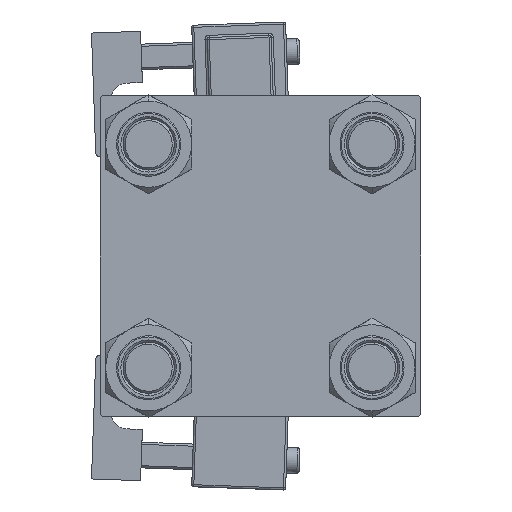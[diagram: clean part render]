
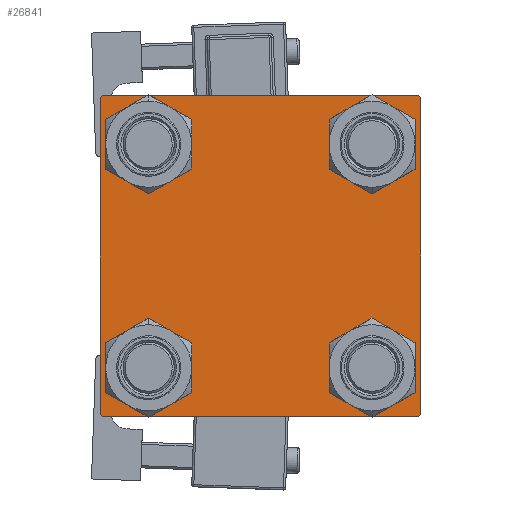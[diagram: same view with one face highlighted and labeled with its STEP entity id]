
A CAD part, left-side view. The second image highlights one B-rep face of the part: STEP entity #26841.
In plain terms, the highlighted planar face has unit normal (-1, 0, 0).
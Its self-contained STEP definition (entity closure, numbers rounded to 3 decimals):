
#339 = DIRECTION ( 'NONE',  ( 0., -1., 0. ) ) ;
#426 = VECTOR ( 'NONE', #21499, 1000. ) ;
#797 = VECTOR ( 'NONE', #339, 1000. ) ;
#1124 = DIRECTION ( 'NONE',  ( 1., 0., 0. ) ) ;
#1273 = VERTEX_POINT ( 'NONE', #39588 ) ;
#2574 = CARTESIAN_POINT ( 'NONE',  ( 0., 37.5, 37. ) ) ;
#2926 = DIRECTION ( 'NONE',  ( 0., -0.707, 0.707 ) ) ;
#3156 = VERTEX_POINT ( 'NONE', #36294 ) ;
#3739 = FACE_BOUND ( 'NONE', #46219, .T. ) ;
#4251 = LINE ( 'NONE', #49778, #9963 ) ;
#4447 = CARTESIAN_POINT ( 'NONE',  ( 0., 26.15, -26.15 ) ) ;
#5362 = CARTESIAN_POINT ( 'NONE',  ( 0., -37.5, 37. ) ) ;
#5546 = EDGE_CURVE ( 'NONE', #50447, #27624, #32841, .T. ) ;
#5552 = AXIS2_PLACEMENT_3D ( 'NONE', #27548, #31125, #14399 ) ;
#5897 = VERTEX_POINT ( 'NONE', #37681 ) ;
#7007 = EDGE_CURVE ( 'NONE', #3156, #49409, #37962, .T. ) ;
#7754 = EDGE_CURVE ( 'NONE', #37098, #1273, #36236, .T. ) ;
#8150 = EDGE_CURVE ( 'NONE', #18442, #12489, #4251, .T. ) ;
#8246 = CIRCLE ( 'NONE', #33671, 6.5 ) ;
#8280 = DIRECTION ( 'NONE',  ( 0., 0., 1. ) ) ;
#8382 = ORIENTED_EDGE ( 'NONE', *, *, #7754, .T. ) ;
#8458 = CIRCLE ( 'NONE', #24246, 6.5 ) ;
#9620 = CARTESIAN_POINT ( 'NONE',  ( 0., 37., -37.5 ) ) ;
#9963 = VECTOR ( 'NONE', #12217, 1000. ) ;
#10291 = ORIENTED_EDGE ( 'NONE', *, *, #36271, .T. ) ;
#10436 = ORIENTED_EDGE ( 'NONE', *, *, #34525, .T. ) ;
#10788 = VECTOR ( 'NONE', #45676, 1000. ) ;
#11167 = CARTESIAN_POINT ( 'NONE',  ( 0., -37.5, -37. ) ) ;
#11258 = ORIENTED_EDGE ( 'NONE', *, *, #30755, .T. ) ;
#11637 = ORIENTED_EDGE ( 'NONE', *, *, #21521, .T. ) ;
#12217 = DIRECTION ( 'NONE',  ( 0., 0.707, -0.707 ) ) ;
#12489 = VERTEX_POINT ( 'NONE', #2574 ) ;
#12784 = PLANE ( 'NONE',  #44142 ) ;
#14399 = DIRECTION ( 'NONE',  ( 0., 0., 1. ) ) ;
#15076 = VERTEX_POINT ( 'NONE', #38156 ) ;
#15425 = LINE ( 'NONE', #32146, #47653 ) ;
#15596 = CARTESIAN_POINT ( 'NONE',  ( 0., 26.15, -26.15 ) ) ;
#16091 = FACE_BOUND ( 'NONE', #17226, .T. ) ;
#16135 = CARTESIAN_POINT ( 'NONE',  ( 0., -37., -37.5 ) ) ;
#16138 = DIRECTION ( 'NONE',  ( 0., 0., 1. ) ) ;
#16577 = LINE ( 'NONE', #33571, #426 ) ;
#17226 = EDGE_LOOP ( 'NONE', ( #10436, #48482 ) ) ;
#17747 = CARTESIAN_POINT ( 'NONE',  ( 0., 37., 37.5 ) ) ;
#18442 = VERTEX_POINT ( 'NONE', #17747 ) ;
#20064 = DIRECTION ( 'NONE',  ( 0., 0., -1. ) ) ;
#20238 = DIRECTION ( 'NONE',  ( 1., 0., 0. ) ) ;
#20704 = ORIENTED_EDGE ( 'NONE', *, *, #41659, .T. ) ;
#21184 = DIRECTION ( 'NONE',  ( 0., 0., 1. ) ) ;
#21187 = LINE ( 'NONE', #37915, #797 ) ;
#21399 = EDGE_CURVE ( 'NONE', #30802, #49943, #22188, .T. ) ;
#21439 = ORIENTED_EDGE ( 'NONE', *, *, #8150, .T. ) ;
#21447 = CARTESIAN_POINT ( 'NONE',  ( 0., 26.15, 32.65 ) ) ;
#21465 = CARTESIAN_POINT ( 'NONE',  ( 0., -26.15, 19.65 ) ) ;
#21499 = DIRECTION ( 'NONE',  ( 0., 0.707, 0.707 ) ) ;
#21521 = EDGE_CURVE ( 'NONE', #46856, #5897, #47421, .T. ) ;
#21738 = CARTESIAN_POINT ( 'NONE',  ( 0., 26.15, -19.65 ) ) ;
#22133 = CARTESIAN_POINT ( 'NONE',  ( 0., -37., 37.5 ) ) ;
#22169 = CARTESIAN_POINT ( 'NONE',  ( 0., -26.15, -19.65 ) ) ;
#22188 = LINE ( 'NONE', #30950, #45706 ) ;
#22840 = DIRECTION ( 'NONE',  ( 1., 0., 0. ) ) ;
#23069 = CIRCLE ( 'NONE', #5552, 6.5 ) ;
#23731 = EDGE_CURVE ( 'NONE', #51136, #27624, #28690, .T. ) ;
#24246 = AXIS2_PLACEMENT_3D ( 'NONE', #51615, #22840, #51358 ) ;
#24580 = EDGE_CURVE ( 'NONE', #15076, #52026, #23069, .T. ) ;
#25327 = CARTESIAN_POINT ( 'NONE',  ( 0., 37.5, -37. ) ) ;
#26818 = ORIENTED_EDGE ( 'NONE', *, *, #23731, .T. ) ;
#26841 = ADVANCED_FACE ( 'NONE', ( #50330, #37720, #3739, #16091, #33351 ), #12784, .T. ) ;
#27548 = CARTESIAN_POINT ( 'NONE',  ( 0., 26.15, 26.15 ) ) ;
#27624 = VERTEX_POINT ( 'NONE', #11167 ) ;
#27914 = EDGE_LOOP ( 'NONE', ( #47444, #29334, #10291, #26818, #35402, #11258, #37756, #21439 ) ) ;
#28690 = LINE ( 'NONE', #53354, #51918 ) ;
#29334 = ORIENTED_EDGE ( 'NONE', *, *, #21399, .T. ) ;
#29988 = EDGE_CURVE ( 'NONE', #12489, #30802, #15425, .T. ) ;
#30221 = LINE ( 'NONE', #40611, #48801 ) ;
#30755 = EDGE_CURVE ( 'NONE', #50447, #32322, #16577, .T. ) ;
#30802 = VERTEX_POINT ( 'NONE', #25327 ) ;
#30950 = CARTESIAN_POINT ( 'NONE',  ( 0., 37.25, -37.25 ) ) ;
#31125 = DIRECTION ( 'NONE',  ( 1., 0., 0. ) ) ;
#32146 = CARTESIAN_POINT ( 'NONE',  ( 0., 37.5, 37.5 ) ) ;
#32322 = VERTEX_POINT ( 'NONE', #22133 ) ;
#32841 = LINE ( 'NONE', #49551, #10788 ) ;
#32969 = DIRECTION ( 'NONE',  ( 1., 0., 0. ) ) ;
#33094 = DIRECTION ( 'NONE',  ( 0., 0., 1. ) ) ;
#33351 = FACE_OUTER_BOUND ( 'NONE', #27914, .T. ) ;
#33571 = CARTESIAN_POINT ( 'NONE',  ( 0., -37.25, 37.25 ) ) ;
#33671 = AXIS2_PLACEMENT_3D ( 'NONE', #4447, #37911, #21184 ) ;
#34124 = CIRCLE ( 'NONE', #53255, 6.5 ) ;
#34525 = EDGE_CURVE ( 'NONE', #52026, #15076, #8458, .T. ) ;
#34615 = EDGE_LOOP ( 'NONE', ( #20704, #8382 ) ) ;
#35402 = ORIENTED_EDGE ( 'NONE', *, *, #5546, .F. ) ;
#36236 = CIRCLE ( 'NONE', #45845, 6.5 ) ;
#36271 = EDGE_CURVE ( 'NONE', #49943, #51136, #30221, .T. ) ;
#36294 = CARTESIAN_POINT ( 'NONE',  ( 0., -26.15, -32.65 ) ) ;
#36556 = DIRECTION ( 'NONE',  ( 1., 0., 0. ) ) ;
#37098 = VERTEX_POINT ( 'NONE', #21465 ) ;
#37340 = DIRECTION ( 'NONE',  ( 0., 0., 1. ) ) ;
#37681 = CARTESIAN_POINT ( 'NONE',  ( 0., 26.15, -32.65 ) ) ;
#37720 = FACE_BOUND ( 'NONE', #39765, .T. ) ;
#37756 = ORIENTED_EDGE ( 'NONE', *, *, #40058, .F. ) ;
#37911 = DIRECTION ( 'NONE',  ( 1., 0., 0. ) ) ;
#37915 = CARTESIAN_POINT ( 'NONE',  ( 0., 37.5, 37.5 ) ) ;
#37962 = CIRCLE ( 'NONE', #51085, 6.5 ) ;
#38051 = CARTESIAN_POINT ( 'NONE',  ( 0., -26.15, 26.15 ) ) ;
#38156 = CARTESIAN_POINT ( 'NONE',  ( 0., 26.15, 19.65 ) ) ;
#38898 = EDGE_CURVE ( 'NONE', #49409, #3156, #43618, .T. ) ;
#39185 = DIRECTION ( 'NONE',  ( 0., -0.707, -0.707 ) ) ;
#39250 = CARTESIAN_POINT ( 'NONE',  ( 0., -26.15, -26.15 ) ) ;
#39588 = CARTESIAN_POINT ( 'NONE',  ( 0., -26.15, 32.65 ) ) ;
#39765 = EDGE_LOOP ( 'NONE', ( #42107, #48036 ) ) ;
#40058 = EDGE_CURVE ( 'NONE', #18442, #32322, #21187, .T. ) ;
#40611 = CARTESIAN_POINT ( 'NONE',  ( 0., 37.5, -37.5 ) ) ;
#41440 = CARTESIAN_POINT ( 'NONE',  ( 0., -26.15, 26.15 ) ) ;
#41659 = EDGE_CURVE ( 'NONE', #1273, #37098, #34124, .T. ) ;
#42107 = ORIENTED_EDGE ( 'NONE', *, *, #38898, .T. ) ;
#43618 = CIRCLE ( 'NONE', #50628, 6.5 ) ;
#44142 = AXIS2_PLACEMENT_3D ( 'NONE', #49793, #50586, #33094 ) ;
#45676 = DIRECTION ( 'NONE',  ( 0., 0., -1. ) ) ;
#45706 = VECTOR ( 'NONE', #39185, 1000. ) ;
#45845 = AXIS2_PLACEMENT_3D ( 'NONE', #38051, #49844, #53679 ) ;
#46219 = EDGE_LOOP ( 'NONE', ( #11637, #48509 ) ) ;
#46856 = VERTEX_POINT ( 'NONE', #21738 ) ;
#47421 = CIRCLE ( 'NONE', #50105, 6.5 ) ;
#47444 = ORIENTED_EDGE ( 'NONE', *, *, #29988, .T. ) ;
#47448 = DIRECTION ( 'NONE',  ( 0., 0., 1. ) ) ;
#47653 = VECTOR ( 'NONE', #20064, 1000. ) ;
#48036 = ORIENTED_EDGE ( 'NONE', *, *, #7007, .T. ) ;
#48482 = ORIENTED_EDGE ( 'NONE', *, *, #24580, .T. ) ;
#48509 = ORIENTED_EDGE ( 'NONE', *, *, #51781, .T. ) ;
#48550 = DIRECTION ( 'NONE',  ( 0., -1., 0. ) ) ;
#48801 = VECTOR ( 'NONE', #48550, 1000. ) ;
#49409 = VERTEX_POINT ( 'NONE', #22169 ) ;
#49419 = CARTESIAN_POINT ( 'NONE',  ( 0., -26.15, -26.15 ) ) ;
#49551 = CARTESIAN_POINT ( 'NONE',  ( 0., -37.5, 37.5 ) ) ;
#49778 = CARTESIAN_POINT ( 'NONE',  ( 0., 37.25, 37.25 ) ) ;
#49793 = CARTESIAN_POINT ( 'NONE',  ( 0., 0., 0. ) ) ;
#49844 = DIRECTION ( 'NONE',  ( 1., 0., 0. ) ) ;
#49943 = VERTEX_POINT ( 'NONE', #9620 ) ;
#50105 = AXIS2_PLACEMENT_3D ( 'NONE', #15596, #20238, #16138 ) ;
#50330 = FACE_BOUND ( 'NONE', #34615, .T. ) ;
#50447 = VERTEX_POINT ( 'NONE', #5362 ) ;
#50586 = DIRECTION ( 'NONE',  ( -1., 0., 0. ) ) ;
#50628 = AXIS2_PLACEMENT_3D ( 'NONE', #39250, #1124, #47448 ) ;
#51085 = AXIS2_PLACEMENT_3D ( 'NONE', #49419, #36556, #8280 ) ;
#51136 = VERTEX_POINT ( 'NONE', #16135 ) ;
#51358 = DIRECTION ( 'NONE',  ( 0., 0., 1. ) ) ;
#51615 = CARTESIAN_POINT ( 'NONE',  ( 0., 26.15, 26.15 ) ) ;
#51781 = EDGE_CURVE ( 'NONE', #5897, #46856, #8246, .T. ) ;
#51918 = VECTOR ( 'NONE', #2926, 1000. ) ;
#52026 = VERTEX_POINT ( 'NONE', #21447 ) ;
#53255 = AXIS2_PLACEMENT_3D ( 'NONE', #41440, #32969, #37340 ) ;
#53354 = CARTESIAN_POINT ( 'NONE',  ( 0., -37.25, -37.25 ) ) ;
#53679 = DIRECTION ( 'NONE',  ( 0., 0., 1. ) ) ;
